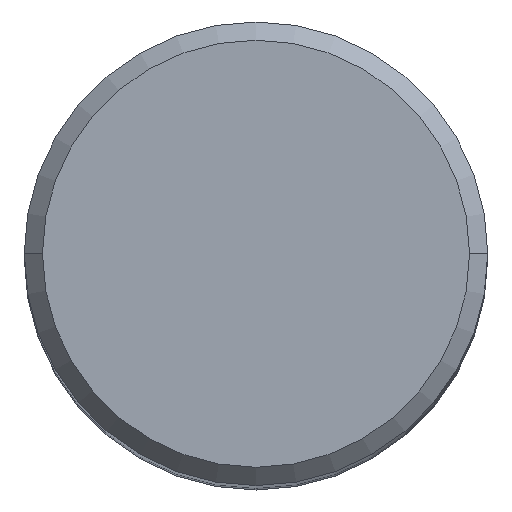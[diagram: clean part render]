
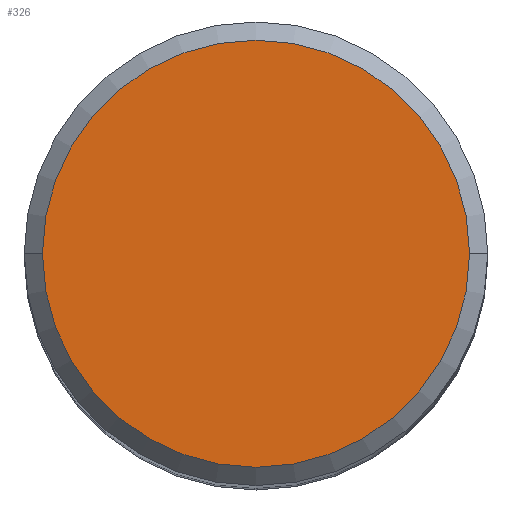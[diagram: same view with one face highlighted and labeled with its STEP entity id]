
A CAD part, top view. The second image highlights one B-rep face of the part: STEP entity #326.
In plain terms, the highlighted planar face has unit normal (0, 0, 1).
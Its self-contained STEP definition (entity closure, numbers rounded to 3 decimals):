
#30=PLANE('',#3176);
#326=ADVANCED_FACE('',(#525),#30,.F.);
#525=FACE_OUTER_BOUND('',#697,.T.);
#697=EDGE_LOOP('',(#1283,#1284,#1285,#1286));
#1283=ORIENTED_EDGE('',*,*,#1969,.T.);
#1284=ORIENTED_EDGE('',*,*,#1970,.T.);
#1285=ORIENTED_EDGE('',*,*,#1971,.T.);
#1286=ORIENTED_EDGE('',*,*,#1972,.T.);
#1633=VERTEX_POINT('',#6194);
#1634=VERTEX_POINT('',#6195);
#1635=VERTEX_POINT('',#6197);
#1636=VERTEX_POINT('',#6199);
#1969=EDGE_CURVE('',#1633,#1634,#2403,.T.);
#1970=EDGE_CURVE('',#1634,#1635,#2404,.T.);
#1971=EDGE_CURVE('',#1635,#1636,#2405,.T.);
#1972=EDGE_CURVE('',#1636,#1633,#2406,.T.);
#2403=CIRCLE('',#3172,11.7);
#2404=CIRCLE('',#3173,11.7);
#2405=CIRCLE('',#3174,11.7);
#2406=CIRCLE('',#3175,11.7);
#3172=AXIS2_PLACEMENT_3D('',#6193,#3902,#3903);
#3173=AXIS2_PLACEMENT_3D('',#6196,#3904,#3905);
#3174=AXIS2_PLACEMENT_3D('',#6198,#3906,#3907);
#3175=AXIS2_PLACEMENT_3D('',#6200,#3908,#3909);
#3176=AXIS2_PLACEMENT_3D('',#6201,#3910,#3911);
#3902=DIRECTION('',(0.,0.,1.));
#3903=DIRECTION('',(0.,1.,0.));
#3904=DIRECTION('',(0.,0.,1.));
#3905=DIRECTION('',(-1.,0.,0.));
#3906=DIRECTION('',(0.,0.,1.));
#3907=DIRECTION('',(0.,-1.,0.));
#3908=DIRECTION('',(0.,0.,1.));
#3909=DIRECTION('',(1.,0.,0.));
#3910=DIRECTION('',(0.,0.,-1.));
#3911=DIRECTION('',(-1.,0.,0.));
#6193=CARTESIAN_POINT('',(0.,0.,43.656));
#6194=CARTESIAN_POINT('',(0.,11.7,43.656));
#6195=CARTESIAN_POINT('',(-11.7,0.,43.656));
#6196=CARTESIAN_POINT('',(0.,0.,43.656));
#6197=CARTESIAN_POINT('',(0.,-11.7,43.656));
#6198=CARTESIAN_POINT('',(0.,0.,43.656));
#6199=CARTESIAN_POINT('',(11.7,0.,43.656));
#6200=CARTESIAN_POINT('',(0.,0.,43.656));
#6201=CARTESIAN_POINT('',(0.,0.,43.656));
